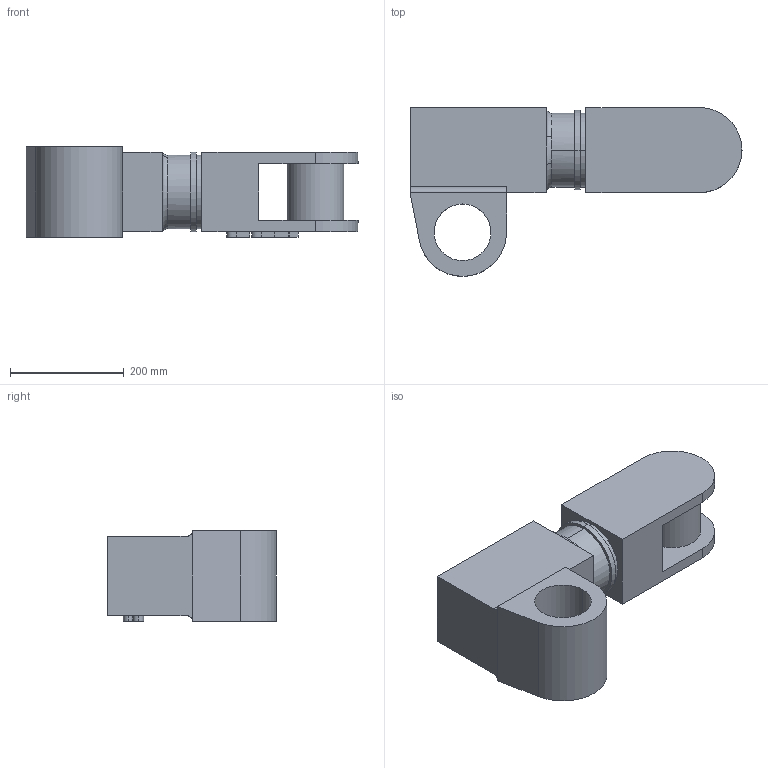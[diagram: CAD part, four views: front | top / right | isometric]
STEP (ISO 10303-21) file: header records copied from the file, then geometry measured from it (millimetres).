
FILE_DESCRIPTION (( 'STEP AP203' ), '1' );
FILE_NAME ('Link3_Default_sldprt.STEP', '2025-03-31T18:02:57', ( '' ), ( '' ), 'SwSTEP 2.0', 'SolidWorks 2024', '' );
FILE_SCHEMA (( 'CONFIG_CONTROL_DESIGN' ));
Length unit declared in the file: millimetre
Products named in the file (1): Link3_Default_sldprt
Bounding box: 585 x 297.5 x 160 mm (x, y, z)
Volume: 11952726 mm3; surface area: 531552.5 mm2
Topology: 1 solids, 1 shells, 119 faces, 313 edges, 206 vertices
Faces by surface type: plane 70, bspline 32, cylinder 15, torus 2
Entity records: 5508 total; most frequent: CARTESIAN_POINT 2667, ORIENTED_EDGE 626, DIRECTION 463, EDGE_CURVE 313, LINE 211, VECTOR 211, VERTEX_POINT 206, EDGE_LOOP 133
